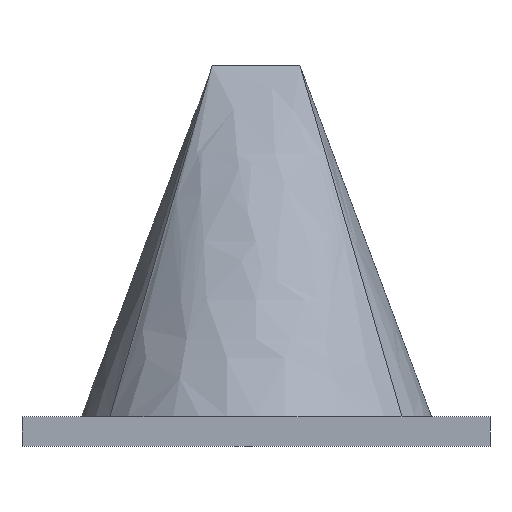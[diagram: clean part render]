
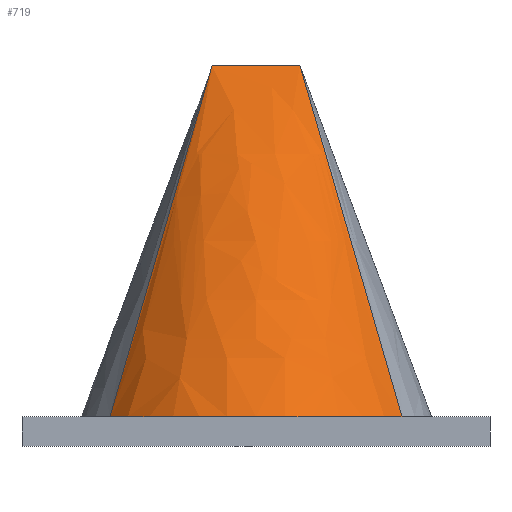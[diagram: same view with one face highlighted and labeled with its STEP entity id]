
A CAD part, front view. The second image highlights one B-rep face of the part: STEP entity #719.
In plain terms, the highlighted free-form (B-spline) face has degree [8, 1] with [9, 2] control points.
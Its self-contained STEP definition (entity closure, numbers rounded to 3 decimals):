
#126 = PLANE('',#127);
#127 = AXIS2_PLACEMENT_3D('',#128,#129,#130);
#128 = CARTESIAN_POINT('',(-2.,-2.,0.125));
#129 = DIRECTION('',(0.,0.,1.));
#130 = DIRECTION('',(1.,0.,0.));
#307 = VERTEX_POINT('',#308);
#308 = CARTESIAN_POINT('',(1.248,-0.832,0.125));
#323 = B_SPLINE_SURFACE_WITH_KNOTS('',6,1,(
    (#324,#325)
    ,(#326,#327)
    ,(#328,#329)
    ,(#330,#331)
    ,(#332,#333)
    ,(#334,#335)
    ,(#336,#337
    )),.UNSPECIFIED.,.F.,.F.,.F.,(7,7),(2,2),(5.695,
    6.283),(0.,1.),.PIECEWISE_BEZIER_KNOTS.);
#324 = CARTESIAN_POINT('',(1.248,-0.832,0.125));
#325 = CARTESIAN_POINT('',(0.375,-0.25,3.125));
#326 = CARTESIAN_POINT('',(1.33,-0.71,0.125));
#327 = CARTESIAN_POINT('',(0.375,-0.208,3.125));
#328 = CARTESIAN_POINT('',(1.397,-0.578,0.125));
#329 = CARTESIAN_POINT('',(0.375,-0.167,3.125));
#330 = CARTESIAN_POINT('',(1.448,-0.438,0.125));
#331 = CARTESIAN_POINT('',(0.375,-0.125,3.125));
#332 = CARTESIAN_POINT('',(1.483,-0.294,0.125));
#333 = CARTESIAN_POINT('',(0.375,-0.083,3.125));
#334 = CARTESIAN_POINT('',(1.5,-0.147,0.125));
#335 = CARTESIAN_POINT('',(0.375,-0.042,3.125));
#336 = CARTESIAN_POINT('',(1.5,0.,0.125));
#337 = CARTESIAN_POINT('',(0.375,0.,3.125));
#345 = EDGE_CURVE('',#346,#307,#348,.T.);
#346 = VERTEX_POINT('',#347);
#347 = CARTESIAN_POINT('',(-1.248,-0.832,0.125));
#348 = SURFACE_CURVE('',#349,(#354,#361),.PCURVE_S1.);
#349 = CIRCLE('',#350,1.5);
#350 = AXIS2_PLACEMENT_3D('',#351,#352,#353);
#351 = CARTESIAN_POINT('',(0.,0.,0.125)
  );
#352 = DIRECTION('',(0.,0.,1.));
#353 = DIRECTION('',(1.,0.,0.));
#354 = PCURVE('',#126,#355);
#355 = DEFINITIONAL_REPRESENTATION('',(#356),#360);
#356 = CIRCLE('',#357,1.5);
#357 = AXIS2_PLACEMENT_2D('',#358,#359);
#358 = CARTESIAN_POINT('',(2.,2.));
#359 = DIRECTION('',(1.,0.));
#360 = ( GEOMETRIC_REPRESENTATION_CONTEXT(2) 
PARAMETRIC_REPRESENTATION_CONTEXT() REPRESENTATION_CONTEXT('2D SPACE',''
  ) );
#361 = PCURVE('',#362,#381);
#362 = B_SPLINE_SURFACE_WITH_KNOTS('',8,1,(
    (#363,#364)
    ,(#365,#366)
    ,(#367,#368)
    ,(#369,#370)
    ,(#371,#372)
    ,(#373,#374)
    ,(#375,#376)
    ,(#377,#378)
    ,(#379,#380
    )),.UNSPECIFIED.,.F.,.F.,.F.,(9,9),(2,2),(3.73,
    5.695),(0.,1.),.PIECEWISE_BEZIER_KNOTS.);
#363 = CARTESIAN_POINT('',(-1.248,-0.832,0.125));
#364 = CARTESIAN_POINT('',(-0.375,-0.25,3.125));
#365 = CARTESIAN_POINT('',(-1.044,-1.139,0.125));
#366 = CARTESIAN_POINT('',(-0.281,-0.25,3.125));
#367 = CARTESIAN_POINT('',(-0.753,-1.388,0.125));
#368 = CARTESIAN_POINT('',(-0.188,-0.25,3.125));
#369 = CARTESIAN_POINT('',(-0.395,-1.552,0.125));
#370 = CARTESIAN_POINT('',(-0.094,-0.25,3.125));
#371 = CARTESIAN_POINT('',(0.,-1.609,0.125));
#372 = CARTESIAN_POINT('',(0.,-0.25,3.125));
#373 = CARTESIAN_POINT('',(0.395,-1.552,0.125));
#374 = CARTESIAN_POINT('',(0.094,-0.25,3.125));
#375 = CARTESIAN_POINT('',(0.753,-1.388,0.125));
#376 = CARTESIAN_POINT('',(0.188,-0.25,3.125));
#377 = CARTESIAN_POINT('',(1.044,-1.139,0.125));
#378 = CARTESIAN_POINT('',(0.281,-0.25,3.125));
#379 = CARTESIAN_POINT('',(1.248,-0.832,0.125));
#380 = CARTESIAN_POINT('',(0.375,-0.25,3.125));
#381 = DEFINITIONAL_REPRESENTATION('',(#382),#386);
#382 = LINE('',#383,#384);
#383 = CARTESIAN_POINT('',(0.,0.));
#384 = VECTOR('',#385,1.);
#385 = DIRECTION('',(1.,0.));
#386 = ( GEOMETRIC_REPRESENTATION_CONTEXT(2) 
PARAMETRIC_REPRESENTATION_CONTEXT() REPRESENTATION_CONTEXT('2D SPACE',''
  ) );
#405 = B_SPLINE_SURFACE_WITH_KNOTS('',7,1,(
    (#406,#407)
    ,(#408,#409)
    ,(#410,#411)
    ,(#412,#413)
    ,(#414,#415)
    ,(#416,#417)
    ,(#418,#419)
    ,(#420,#421
    )),.UNSPECIFIED.,.F.,.F.,.F.,(8,8),(2,2),(2.554,
    3.73),(0.,1.),.PIECEWISE_BEZIER_KNOTS.);
#406 = CARTESIAN_POINT('',(-1.248,0.832,0.125));
#407 = CARTESIAN_POINT('',(-0.375,0.25,3.125));
#408 = CARTESIAN_POINT('',(-1.388,0.622,0.125));
#409 = CARTESIAN_POINT('',(-0.375,0.179,3.125));
#410 = CARTESIAN_POINT('',(-1.487,0.385,0.125));
#411 = CARTESIAN_POINT('',(-0.375,0.107,3.125));
#412 = CARTESIAN_POINT('',(-1.538,0.13,0.125));
#413 = CARTESIAN_POINT('',(-0.375,0.036,3.125));
#414 = CARTESIAN_POINT('',(-1.538,-0.13,0.125));
#415 = CARTESIAN_POINT('',(-0.375,-0.036,3.125));
#416 = CARTESIAN_POINT('',(-1.487,-0.385,0.125));
#417 = CARTESIAN_POINT('',(-0.375,-0.107,3.125));
#418 = CARTESIAN_POINT('',(-1.388,-0.622,0.125));
#419 = CARTESIAN_POINT('',(-0.375,-0.179,3.125));
#420 = CARTESIAN_POINT('',(-1.248,-0.832,0.125));
#421 = CARTESIAN_POINT('',(-0.375,-0.25,3.125));
#594 = PLANE('',#595);
#595 = AXIS2_PLACEMENT_3D('',#596,#597,#598);
#596 = CARTESIAN_POINT('',(0.375,0.,3.125));
#597 = DIRECTION('',(0.,0.,1.));
#598 = DIRECTION('',(-0.949,0.316,0.));
#677 = EDGE_CURVE('',#346,#678,#680,.T.);
#678 = VERTEX_POINT('',#679);
#679 = CARTESIAN_POINT('',(-0.375,-0.25,3.125));
#680 = SURFACE_CURVE('',#681,(#684,#691),.PCURVE_S1.);
#681 = B_SPLINE_CURVE_WITH_KNOTS('',1,(#682,#683),.UNSPECIFIED.,.F.,.F.,
  (2,2),(0.,1.),.PIECEWISE_BEZIER_KNOTS.);
#682 = CARTESIAN_POINT('',(-1.248,-0.832,0.125));
#683 = CARTESIAN_POINT('',(-0.375,-0.25,3.125));
#684 = PCURVE('',#405,#685);
#685 = DEFINITIONAL_REPRESENTATION('',(#686),#690);
#686 = LINE('',#687,#688);
#687 = CARTESIAN_POINT('',(3.73,0.));
#688 = VECTOR('',#689,1.);
#689 = DIRECTION('',(0.,1.));
#690 = ( GEOMETRIC_REPRESENTATION_CONTEXT(2) 
PARAMETRIC_REPRESENTATION_CONTEXT() REPRESENTATION_CONTEXT('2D SPACE',''
  ) );
#691 = PCURVE('',#362,#692);
#692 = DEFINITIONAL_REPRESENTATION('',(#693),#697);
#693 = LINE('',#694,#695);
#694 = CARTESIAN_POINT('',(3.73,0.));
#695 = VECTOR('',#696,1.);
#696 = DIRECTION('',(0.,1.));
#697 = ( GEOMETRIC_REPRESENTATION_CONTEXT(2) 
PARAMETRIC_REPRESENTATION_CONTEXT() REPRESENTATION_CONTEXT('2D SPACE',''
  ) );
#719 = ADVANCED_FACE('',(#720),#362,.T.);
#720 = FACE_BOUND('',#721,.T.);
#721 = EDGE_LOOP('',(#722,#723,#745,#765));
#722 = ORIENTED_EDGE('',*,*,#345,.T.);
#723 = ORIENTED_EDGE('',*,*,#724,.T.);
#724 = EDGE_CURVE('',#307,#725,#727,.T.);
#725 = VERTEX_POINT('',#726);
#726 = CARTESIAN_POINT('',(0.375,-0.25,3.125));
#727 = SURFACE_CURVE('',#728,(#731,#738),.PCURVE_S1.);
#728 = B_SPLINE_CURVE_WITH_KNOTS('',1,(#729,#730),.UNSPECIFIED.,.F.,.F.,
  (2,2),(0.,1.),.PIECEWISE_BEZIER_KNOTS.);
#729 = CARTESIAN_POINT('',(1.248,-0.832,0.125));
#730 = CARTESIAN_POINT('',(0.375,-0.25,3.125));
#731 = PCURVE('',#362,#732);
#732 = DEFINITIONAL_REPRESENTATION('',(#733),#737);
#733 = LINE('',#734,#735);
#734 = CARTESIAN_POINT('',(5.695,0.));
#735 = VECTOR('',#736,1.);
#736 = DIRECTION('',(0.,1.));
#737 = ( GEOMETRIC_REPRESENTATION_CONTEXT(2) 
PARAMETRIC_REPRESENTATION_CONTEXT() REPRESENTATION_CONTEXT('2D SPACE',''
  ) );
#738 = PCURVE('',#323,#739);
#739 = DEFINITIONAL_REPRESENTATION('',(#740),#744);
#740 = LINE('',#741,#742);
#741 = CARTESIAN_POINT('',(5.695,0.));
#742 = VECTOR('',#743,1.);
#743 = DIRECTION('',(0.,1.));
#744 = ( GEOMETRIC_REPRESENTATION_CONTEXT(2) 
PARAMETRIC_REPRESENTATION_CONTEXT() REPRESENTATION_CONTEXT('2D SPACE',''
  ) );
#745 = ORIENTED_EDGE('',*,*,#746,.F.);
#746 = EDGE_CURVE('',#678,#725,#747,.T.);
#747 = SURFACE_CURVE('',#748,(#752,#758),.PCURVE_S1.);
#748 = LINE('',#749,#750);
#749 = CARTESIAN_POINT('',(-0.375,-0.25,3.125));
#750 = VECTOR('',#751,1.);
#751 = DIRECTION('',(1.,0.,0.));
#752 = PCURVE('',#362,#753);
#753 = DEFINITIONAL_REPRESENTATION('',(#754),#757);
#754 = B_SPLINE_CURVE_WITH_KNOTS('',1,(#755,#756),.UNSPECIFIED.,.F.,.F.,
  (2,2),(0.,0.75),.PIECEWISE_BEZIER_KNOTS.);
#755 = CARTESIAN_POINT('',(3.73,1.));
#756 = CARTESIAN_POINT('',(5.695,1.));
#757 = ( GEOMETRIC_REPRESENTATION_CONTEXT(2) 
PARAMETRIC_REPRESENTATION_CONTEXT() REPRESENTATION_CONTEXT('2D SPACE',''
  ) );
#758 = PCURVE('',#594,#759);
#759 = DEFINITIONAL_REPRESENTATION('',(#760),#764);
#760 = LINE('',#761,#762);
#761 = CARTESIAN_POINT('',(0.632,0.474));
#762 = VECTOR('',#763,1.);
#763 = DIRECTION('',(-0.949,-0.316));
#764 = ( GEOMETRIC_REPRESENTATION_CONTEXT(2) 
PARAMETRIC_REPRESENTATION_CONTEXT() REPRESENTATION_CONTEXT('2D SPACE',''
  ) );
#765 = ORIENTED_EDGE('',*,*,#677,.F.);
